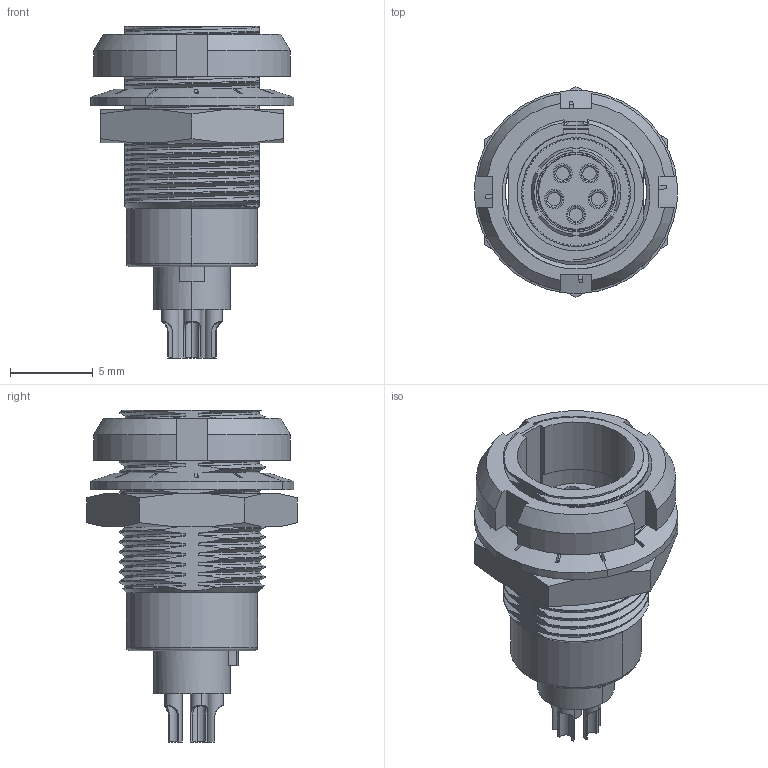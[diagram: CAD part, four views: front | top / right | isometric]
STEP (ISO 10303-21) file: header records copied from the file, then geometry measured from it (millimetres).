
FILE_DESCRIPTION (( 'STEP AP203' ), '1' );
FILE_NAME ('51-00021_revA.STEP', '2018-03-29T16:41:02', ( '' ), ( '' ), 'SwSTEP 2.0', 'SolidWorks 2015', '' );
FILE_SCHEMA (( 'CONFIG_CONTROL_DESIGN' ));
Length unit declared in the file: millimetre
Products named in the file (7): PPL7-P5 female; PPL7-panel mount front nut; PPL7-panel mount nut; PPL7-panel mount shell; PPL7-lock washer; 51-00021_revA; PPL7-insulator carrier-female
Assembly tree (6 placements, depth 2):
  51-00021_revA
    PPL7-insulator carrier-female
    PPL7-P5 female
    PPL7-panel mount shell
    PPL7-panel mount front nut
    PPL7-panel mount nut
    PPL7-lock washer
Bounding box: 12.23 x 12.7 x 20 mm (x, y, z)
Volume: 688.9 mm3; surface area: 2707.7 mm2
Topology: 12 solids, 12 shells, 955 faces, 2675 edges, 1772 vertices
Faces by surface type: cylinder 426, plane 363, bspline 122, cone 32, torus 12
Entity records: 89766 total; most frequent: CARTESIAN_POINT 66305, ORIENTED_EDGE 5350, DIRECTION 4126, EDGE_CURVE 2675, VERTEX_POINT 1772, AXIS2_PLACEMENT_3D 1506, VECTOR 1114, LINE 1114
